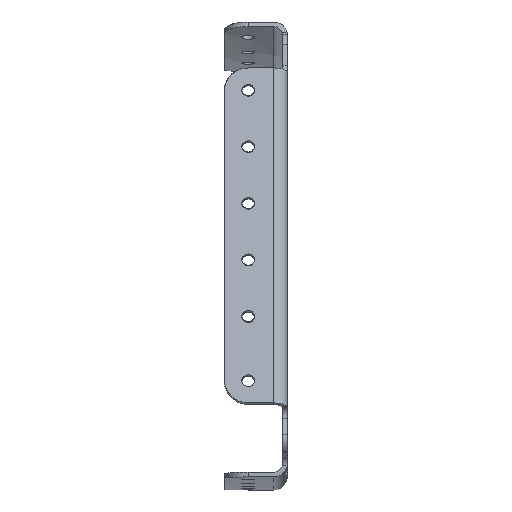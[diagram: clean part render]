
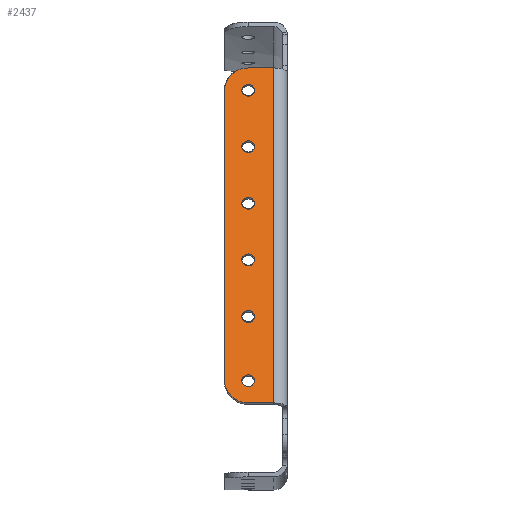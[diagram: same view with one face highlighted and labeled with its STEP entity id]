
A CAD part, left-side view. The second image highlights one B-rep face of the part: STEP entity #2437.
In plain terms, the highlighted planar face has unit normal (-0.949, 0, 0.316).
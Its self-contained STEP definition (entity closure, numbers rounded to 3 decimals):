
#35=FACE_BOUND('',#428,.T.);
#36=FACE_BOUND('',#429,.T.);
#37=FACE_BOUND('',#430,.T.);
#38=FACE_BOUND('',#431,.T.);
#39=FACE_BOUND('',#432,.T.);
#40=FACE_BOUND('',#433,.T.);
#99=PLANE('',#2644);
#288=FACE_OUTER_BOUND('',#427,.T.);
#427=EDGE_LOOP('',(#1880,#1881,#1882,#1883,#1884,#1885));
#428=EDGE_LOOP('',(#1886));
#429=EDGE_LOOP('',(#1887));
#430=EDGE_LOOP('',(#1888));
#431=EDGE_LOOP('',(#1889));
#432=EDGE_LOOP('',(#1890));
#433=EDGE_LOOP('',(#1891));
#610=LINE('',#5199,#759);
#613=LINE('',#5209,#762);
#614=LINE('',#5213,#763);
#615=LINE('',#5214,#764);
#759=VECTOR('',#3087,10.);
#762=VECTOR('',#3096,10.);
#763=VECTOR('',#3099,10.);
#764=VECTOR('',#3100,10.);
#840=CIRCLE('',#2515,2.);
#883=CIRCLE('',#2600,2.);
#885=CIRCLE('',#2603,2.);
#887=CIRCLE('',#2606,2.);
#889=CIRCLE('',#2609,2.);
#891=CIRCLE('',#2612,2.);
#905=CIRCLE('',#2640,7.5);
#908=CIRCLE('',#2645,7.5);
#968=VERTEX_POINT('',#3408);
#1065=VERTEX_POINT('',#5000);
#1067=VERTEX_POINT('',#5006);
#1069=VERTEX_POINT('',#5012);
#1071=VERTEX_POINT('',#5018);
#1073=VERTEX_POINT('',#5024);
#1109=VERTEX_POINT('',#5192);
#1110=VERTEX_POINT('',#5194);
#1111=VERTEX_POINT('',#5198);
#1115=VERTEX_POINT('',#5208);
#1116=VERTEX_POINT('',#5210);
#1117=VERTEX_POINT('',#5212);
#1214=EDGE_CURVE('',#968,#968,#840,.T.);
#1354=EDGE_CURVE('',#1065,#1065,#883,.T.);
#1357=EDGE_CURVE('',#1067,#1067,#885,.T.);
#1360=EDGE_CURVE('',#1069,#1069,#887,.T.);
#1363=EDGE_CURVE('',#1071,#1071,#889,.T.);
#1366=EDGE_CURVE('',#1073,#1073,#891,.T.);
#1412=EDGE_CURVE('',#1109,#1110,#905,.T.);
#1414=EDGE_CURVE('',#1111,#1110,#610,.T.);
#1419=EDGE_CURVE('',#1115,#1109,#613,.T.);
#1420=EDGE_CURVE('',#1116,#1115,#908,.T.);
#1421=EDGE_CURVE('',#1116,#1117,#614,.T.);
#1422=EDGE_CURVE('',#1111,#1117,#615,.T.);
#1880=ORIENTED_EDGE('',*,*,#1412,.F.);
#1881=ORIENTED_EDGE('',*,*,#1419,.F.);
#1882=ORIENTED_EDGE('',*,*,#1420,.F.);
#1883=ORIENTED_EDGE('',*,*,#1421,.T.);
#1884=ORIENTED_EDGE('',*,*,#1422,.F.);
#1885=ORIENTED_EDGE('',*,*,#1414,.T.);
#1886=ORIENTED_EDGE('',*,*,#1214,.T.);
#1887=ORIENTED_EDGE('',*,*,#1354,.T.);
#1888=ORIENTED_EDGE('',*,*,#1357,.T.);
#1889=ORIENTED_EDGE('',*,*,#1360,.T.);
#1890=ORIENTED_EDGE('',*,*,#1363,.T.);
#1891=ORIENTED_EDGE('',*,*,#1366,.T.);
#2437=ADVANCED_FACE('',(#288,#35,#36,#37,#38,#39,#40),#99,.T.);
#2515=AXIS2_PLACEMENT_3D('',#3409,#2765,#2766);
#2600=AXIS2_PLACEMENT_3D('',#5002,#2974,#2975);
#2603=AXIS2_PLACEMENT_3D('',#5008,#2981,#2982);
#2606=AXIS2_PLACEMENT_3D('',#5014,#2988,#2989);
#2609=AXIS2_PLACEMENT_3D('',#5020,#2995,#2996);
#2612=AXIS2_PLACEMENT_3D('',#5026,#3002,#3003);
#2640=AXIS2_PLACEMENT_3D('',#5195,#3082,#3083);
#2644=AXIS2_PLACEMENT_3D('',#5207,#3094,#3095);
#2645=AXIS2_PLACEMENT_3D('',#5211,#3097,#3098);
#2765=DIRECTION('center_axis',(0.949,0.,-0.316));
#2766=DIRECTION('ref_axis',(0.316,0.,0.949));
#2974=DIRECTION('center_axis',(0.949,0.,-0.316));
#2975=DIRECTION('ref_axis',(-0.316,0.,-0.949));
#2981=DIRECTION('center_axis',(0.949,0.,-0.316));
#2982=DIRECTION('ref_axis',(-0.316,0.,-0.949));
#2988=DIRECTION('center_axis',(0.949,0.,-0.316));
#2989=DIRECTION('ref_axis',(-0.316,0.,-0.949));
#2995=DIRECTION('center_axis',(0.949,0.,-0.316));
#2996=DIRECTION('ref_axis',(-0.316,0.,-0.949));
#3002=DIRECTION('center_axis',(0.949,0.,-0.316));
#3003=DIRECTION('ref_axis',(-0.316,0.,-0.949));
#3082=DIRECTION('center_axis',(0.949,0.,-0.316));
#3083=DIRECTION('ref_axis',(0.224,0.707,0.671));
#3087=DIRECTION('',(0.,1.,0.));
#3094=DIRECTION('center_axis',(-0.949,0.,0.316));
#3095=DIRECTION('ref_axis',(0.316,0.,0.949));
#3096=DIRECTION('',(0.316,0.,0.949));
#3097=DIRECTION('center_axis',(0.949,0.,-0.316));
#3098=DIRECTION('ref_axis',(-0.224,0.707,-0.671));
#3099=DIRECTION('',(0.,-1.,0.));
#3100=DIRECTION('',(-0.316,0.,-0.949));
#3408=CARTESIAN_POINT('',(-140.887,12.5,-122.662));
#3409=CARTESIAN_POINT('Origin',(-140.255,12.5,-120.764));
#5000=CARTESIAN_POINT('',(-132.809,12.5,-98.427));
#5002=CARTESIAN_POINT('Origin',(-133.442,12.5,-100.325));
#5006=CARTESIAN_POINT('',(-126.801,12.5,-80.402));
#5008=CARTESIAN_POINT('Origin',(-127.433,12.5,-82.3));
#5012=CARTESIAN_POINT('',(-120.792,12.5,-62.377));
#5014=CARTESIAN_POINT('Origin',(-121.425,12.5,-64.275));
#5018=CARTESIAN_POINT('',(-114.784,12.5,-44.352));
#5020=CARTESIAN_POINT('Origin',(-115.417,12.5,-46.25));
#5024=CARTESIAN_POINT('',(-108.776,12.5,-26.328));
#5026=CARTESIAN_POINT('Origin',(-109.408,12.5,-28.225));
#5192=CARTESIAN_POINT('',(-109.408,20.,-28.225));
#5194=CARTESIAN_POINT('',(-107.037,12.5,-21.11));
#5195=CARTESIAN_POINT('Origin',(-109.408,12.5,-28.225));
#5198=CARTESIAN_POINT('',(-107.037,4.5,-21.11));
#5199=CARTESIAN_POINT('',(-107.037,0.,-21.11));
#5207=CARTESIAN_POINT('Origin',(-150.,0.,-150.));
#5208=CARTESIAN_POINT('',(-140.255,20.,-120.764));
#5209=CARTESIAN_POINT('',(-150.,20.,-150.));
#5210=CARTESIAN_POINT('',(-142.627,12.5,-127.88));
#5211=CARTESIAN_POINT('Origin',(-140.255,12.5,-120.764));
#5212=CARTESIAN_POINT('',(-142.627,4.5,-127.88));
#5213=CARTESIAN_POINT('',(-142.627,0.,-127.88));
#5214=CARTESIAN_POINT('',(-131.672,4.5,-95.017));
